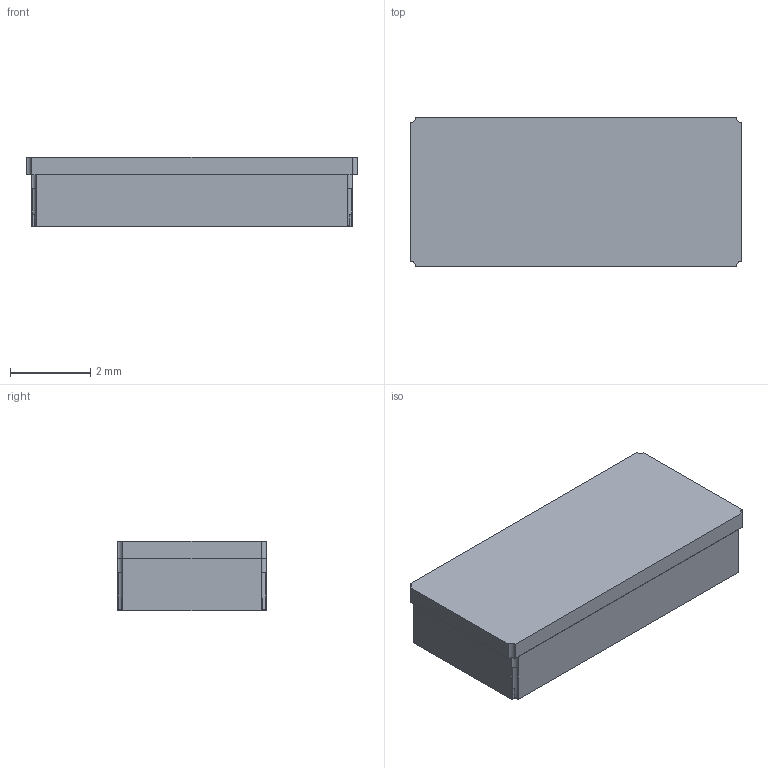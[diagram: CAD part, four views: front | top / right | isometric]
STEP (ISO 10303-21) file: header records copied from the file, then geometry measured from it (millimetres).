
FILE_DESCRIPTION(/* description */ ('model of Crystal_SMD_MicroCrystal_CC1V-T1A-2Pin_8.0x3.7mm'),/* implementation_level */ '2;1');
FILE_NAME(/* name */ 'Crystal_SMD_MicroCrystal_CC1V-T1A-2Pin_8.0x3.7mm.step',/* time_stamp */ '2019-07-09T18:37:05',/* author */ ('kicad StepUp','ksu'),/* organization */ ('FreeCAD'),/* preprocessor_version */ 'OCC',/* originating_system */ 'kicad StepUp',/* authorisation */ '');
FILE_SCHEMA(('AUTOMOTIVE_DESIGN { 1 0 10303 214 1 1 1 1 }'));
Length unit declared in the file: millimetre
Products named in the file (1): MicroCrystal_CC1V_T1A
Bounding box: 8.24 x 3.7 x 1.74 mm (x, y, z)
Volume: 51.8 mm3; surface area: 101.5 mm2
Topology: 1 solids, 1 shells, 46 faces, 132 edges, 88 vertices
Faces by surface type: plane 34, cylinder 12
Entity records: 1851 total; most frequent: CARTESIAN_POINT 267, DIRECTION 266, ORIENTED_EDGE 264, EDGE_CURVE 132, LINE 92, VECTOR 92, VERTEX_POINT 88, AXIS2_PLACEMENT_3D 87
